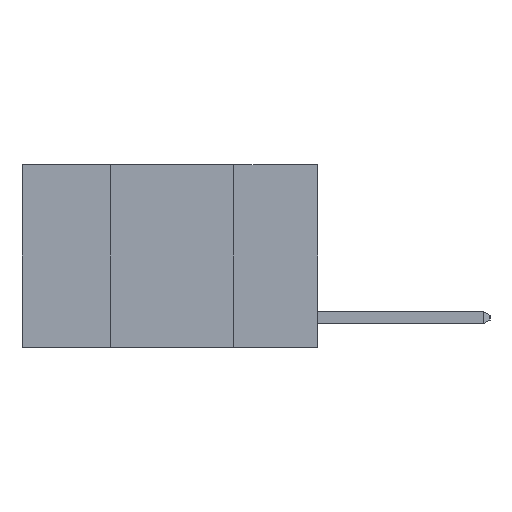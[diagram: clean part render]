
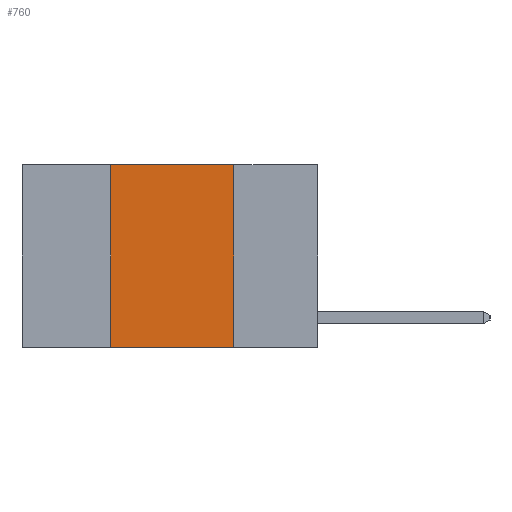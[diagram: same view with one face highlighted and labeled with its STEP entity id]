
A CAD part, left-side view. The second image highlights one B-rep face of the part: STEP entity #760.
In plain terms, the highlighted planar face has unit normal (-1, 0, 0).
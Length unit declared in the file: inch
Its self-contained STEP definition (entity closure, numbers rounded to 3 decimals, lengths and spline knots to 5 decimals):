
#290 = LINE ( 'NONE', #9417, #6009 ) ;
#760 = ADVANCED_FACE ( 'NONE', ( #3500 ), #8503, .F. ) ;
#1036 = VERTEX_POINT ( 'NONE', #3832 ) ;
#1101 = LINE ( 'NONE', #8120, #2811 ) ;
#1130 = VERTEX_POINT ( 'NONE', #6857 ) ;
#1189 = CARTESIAN_POINT ( 'NONE',  ( 0., 0.42, -0.37 ) ) ;
#2247 = DIRECTION ( 'NONE',  ( 0., -1., 0. ) ) ;
#2296 = VECTOR ( 'NONE', #8490, 39.37008 ) ;
#2724 = DIRECTION ( 'NONE',  ( 0., -1., 0. ) ) ;
#2799 = CARTESIAN_POINT ( 'NONE',  ( 0., 0.42, 0. ) ) ;
#2811 = VECTOR ( 'NONE', #8839, 39.37008 ) ;
#3500 = FACE_OUTER_BOUND ( 'NONE', #7225, .T. ) ;
#3539 = EDGE_CURVE ( 'NONE', #1130, #1036, #1101, .T. ) ;
#3798 = EDGE_CURVE ( 'NONE', #4987, #1036, #4682, .T. ) ;
#3832 = CARTESIAN_POINT ( 'NONE',  ( 0., 0.17, -0.37 ) ) ;
#4205 = CARTESIAN_POINT ( 'NONE',  ( 0., 0.42, 0. ) ) ;
#4286 = LINE ( 'NONE', #4205, #2296 ) ;
#4304 = AXIS2_PLACEMENT_3D ( 'NONE', #7096, #9213, #4962 ) ;
#4344 = ORIENTED_EDGE ( 'NONE', *, *, #3539, .F. ) ;
#4519 = ORIENTED_EDGE ( 'NONE', *, *, #3798, .T. ) ;
#4682 = LINE ( 'NONE', #9232, #8469 ) ;
#4962 = DIRECTION ( 'NONE',  ( 0., 0., -1. ) ) ;
#4987 = VERTEX_POINT ( 'NONE', #1189 ) ;
#5005 = ORIENTED_EDGE ( 'NONE', *, *, #6258, .F. ) ;
#5180 = VERTEX_POINT ( 'NONE', #2799 ) ;
#6009 = VECTOR ( 'NONE', #2247, 39.37008 ) ;
#6258 = EDGE_CURVE ( 'NONE', #4987, #5180, #4286, .T. ) ;
#6485 = ORIENTED_EDGE ( 'NONE', *, *, #8183, .F. ) ;
#6857 = CARTESIAN_POINT ( 'NONE',  ( 0., 0.17, 0. ) ) ;
#7096 = CARTESIAN_POINT ( 'NONE',  ( 0., 0.6, 0. ) ) ;
#7225 = EDGE_LOOP ( 'NONE', ( #4344, #6485, #5005, #4519 ) ) ;
#8120 = CARTESIAN_POINT ( 'NONE',  ( 0., 0.17, 0. ) ) ;
#8183 = EDGE_CURVE ( 'NONE', #5180, #1130, #290, .T. ) ;
#8469 = VECTOR ( 'NONE', #2724, 39.37008 ) ;
#8490 = DIRECTION ( 'NONE',  ( 0., 0., 1. ) ) ;
#8503 = PLANE ( 'NONE',  #4304 ) ;
#8839 = DIRECTION ( 'NONE',  ( 0., 0., -1. ) ) ;
#9213 = DIRECTION ( 'NONE',  ( 1., 0., 0. ) ) ;
#9232 = CARTESIAN_POINT ( 'NONE',  ( 0., 0.6, -0.37 ) ) ;
#9417 = CARTESIAN_POINT ( 'NONE',  ( 0., 0.6, 0. ) ) ;
